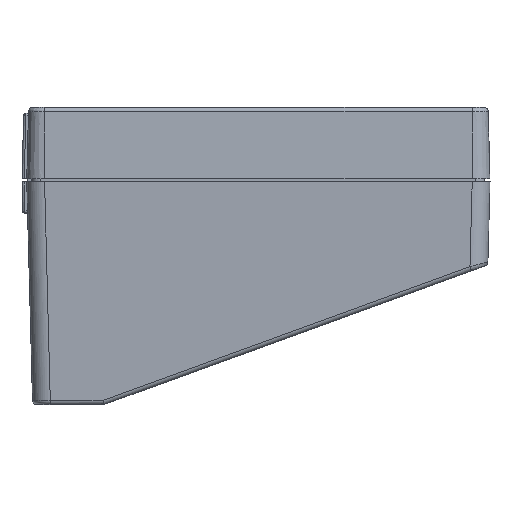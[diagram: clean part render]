
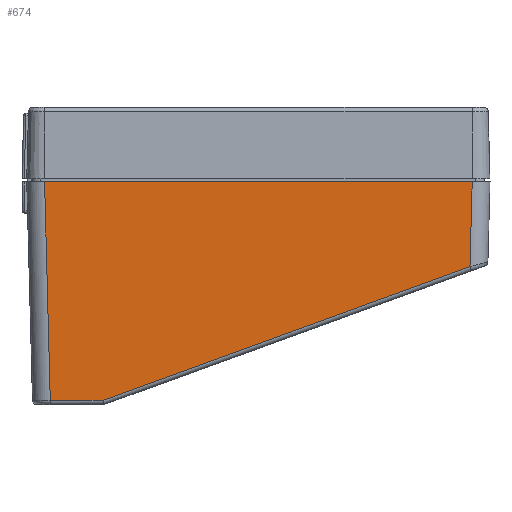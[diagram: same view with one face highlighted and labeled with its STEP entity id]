
A CAD part, left-side view. The second image highlights one B-rep face of the part: STEP entity #674.
In plain terms, the highlighted planar face has unit normal (-1, 0, -0.026).
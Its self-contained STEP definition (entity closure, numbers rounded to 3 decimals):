
#115 = VECTOR ( 'NONE', #5136, 1000. ) ;
#117 = VECTOR ( 'NONE', #5148, 1000. ) ;
#148 = FACE_OUTER_BOUND ( 'NONE', #3169, .T. ) ;
#151 = AXIS2_PLACEMENT_3D ( 'NONE', #5547, #5548, #5549 ) ;
#204 = VECTOR ( 'NONE', #5667, 1000. ) ;
#205 = VECTOR ( 'NONE', #5670, 1000. ) ;
#206 = VECTOR ( 'NONE', #5673, 1000. ) ;
#624 = EDGE_CURVE ( 'NONE', #2717, #2718, #5134, .T. ) ;
#627 = EDGE_CURVE ( 'NONE', #2700, #2717, #5146, .T. ) ;
#674 = ADVANCED_FACE ( 'NONE', ( #148 ), #5546, .F. ) ;
#700 = EDGE_CURVE ( 'NONE', #2752, #2751, #5665, .T. ) ;
#701 = EDGE_CURVE ( 'NONE', #2751, #2700, #5668, .T. ) ;
#702 = EDGE_CURVE ( 'NONE', #2718, #2752, #5671, .T. ) ;
#1056 = ORIENTED_EDGE ( 'NONE', *, *, #701, .F. ) ;
#1057 = ORIENTED_EDGE ( 'NONE', *, *, #702, .F. ) ;
#1058 = ORIENTED_EDGE ( 'NONE', *, *, #700, .F. ) ;
#1059 = ORIENTED_EDGE ( 'NONE', *, *, #624, .F. ) ;
#1061 = ORIENTED_EDGE ( 'NONE', *, *, #627, .F. ) ;
#2700 = VERTEX_POINT ( 'NONE', #9500 ) ;
#2717 = VERTEX_POINT ( 'NONE', #9517 ) ;
#2718 = VERTEX_POINT ( 'NONE', #9518 ) ;
#2751 = VERTEX_POINT ( 'NONE', #9551 ) ;
#2752 = VERTEX_POINT ( 'NONE', #9552 ) ;
#3169 = EDGE_LOOP ( 'NONE', ( #1056, #1058, #1057, #1059, #1061 ) ) ;
#5134 = LINE ( 'NONE', #5135, #115 ) ;
#5135 = CARTESIAN_POINT ( 'NONE',  ( -22186.159, -25325.175, -72.539 ) ) ;
#5136 = DIRECTION ( 'NONE',  ( 0., 1., 0. ) ) ;
#5146 = LINE ( 'NONE', #5147, #117 ) ;
#5147 = CARTESIAN_POINT ( 'NONE',  ( -22187.336, -25274.428, -27.583 ) ) ;
#5148 = DIRECTION ( 'NONE',  ( 0.009, 0.94, -0.342 ) ) ;
#5546 = PLANE ( 'NONE',  #151 ) ;
#5547 = CARTESIAN_POINT ( 'NONE',  ( -22188.085, -25325.175, 1. ) ) ;
#5548 = DIRECTION ( 'NONE',  ( 1., 0., 0.026 ) ) ;
#5549 = DIRECTION ( 'NONE',  ( 0.026, 0., -1. ) ) ;
#5665 = LINE ( 'NONE', #5666, #204 ) ;
#5666 = CARTESIAN_POINT ( 'NONE',  ( -22188.085, -25281.175, 1. ) ) ;
#5667 = DIRECTION ( 'NONE',  ( 0., -1., 0. ) ) ;
#5668 = LINE ( 'NONE', #5669, #205 ) ;
#5669 = CARTESIAN_POINT ( 'NONE',  ( -22187.676, -25274.768, -14.613 ) ) ;
#5670 = DIRECTION ( 'NONE',  ( 0.026, 0.026, -0.999 ) ) ;
#5671 = LINE ( 'NONE', #5672, #206 ) ;
#5672 = CARTESIAN_POINT ( 'NONE',  ( -22187.945, -25131.313, -4.348 ) ) ;
#5673 = DIRECTION ( 'NONE',  ( -0.026, 0.026, 0.999 ) ) ;
#9500 = CARTESIAN_POINT ( 'NONE',  ( -22187.336, -25274.428, -27.583 ) ) ;
#9517 = CARTESIAN_POINT ( 'NONE',  ( -22186.159, -25150.911, -72.539 ) ) ;
#9518 = CARTESIAN_POINT ( 'NONE',  ( -22186.159, -25133.098, -72.539 ) ) ;
#9551 = CARTESIAN_POINT ( 'NONE',  ( -22188.085, -25275.177, 1. ) ) ;
#9552 = CARTESIAN_POINT ( 'NONE',  ( -22188.085, -25131.173, 1. ) ) ;
